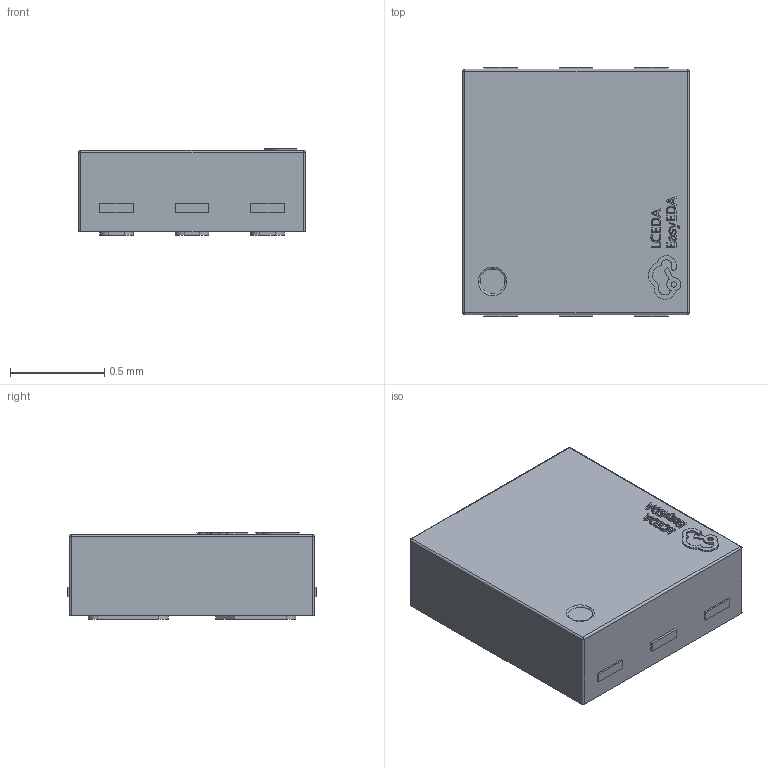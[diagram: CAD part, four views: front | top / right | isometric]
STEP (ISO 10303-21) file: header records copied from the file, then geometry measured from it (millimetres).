
FILE_DESCRIPTION (( 'STEP AP214' ), '1' );
FILE_NAME ('DFN-6_L1.3-W1.2-H0.5-P0.40-BL.step', '2022-06-30T13:17:21', ( '' ), ( '' ), 'SwSTEP 2.0', 'SolidWorks 2020', '' );
FILE_SCHEMA (( 'AUTOMOTIVE_DESIGN' ));
Length unit declared in the file: millimetre
Products named in the file (1): DFN-6_L1.3-W1.2-H0.5-P0.40-BL
Bounding box: 1.2 x 1.32 x 0.46 mm (x, y, z)
Volume: 0.7 mm3; surface area: 5.4 mm2
Topology: 1 solids, 1 shells, 329 faces, 877 edges, 578 vertices
Faces by surface type: plane 194, bspline 98, cylinder 31, sphere 4, torus 2
Entity records: 14293 total; most frequent: CARTESIAN_POINT 3087, ORIENTED_EDGE 1746, DIRECTION 1205, EDGE_CURVE 873, LINE 605, VECTOR 605, VERTEX_POINT 578, EDGE_LOOP 361
